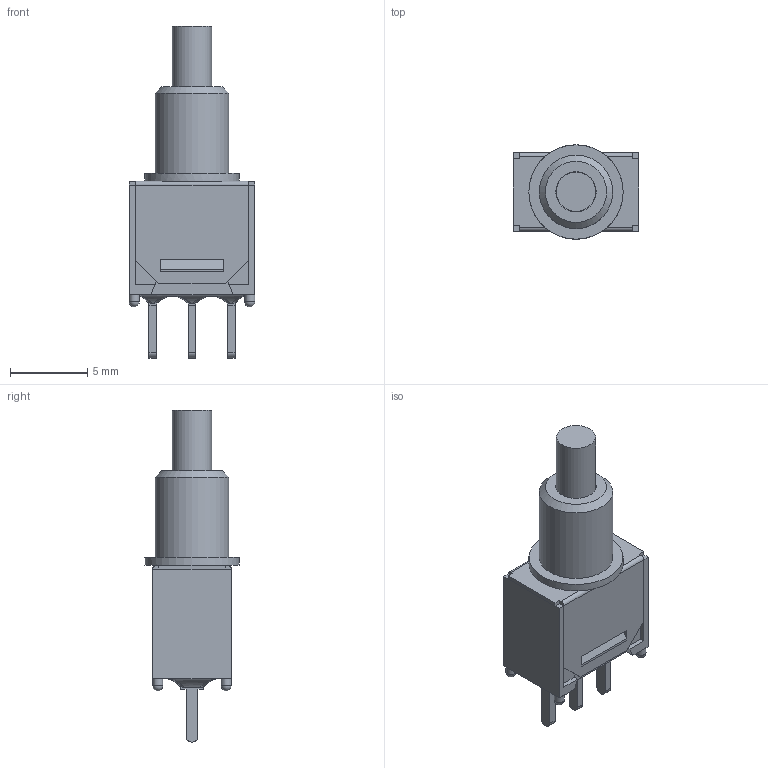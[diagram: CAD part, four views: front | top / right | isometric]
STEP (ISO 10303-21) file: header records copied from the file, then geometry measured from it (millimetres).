
FILE_DESCRIPTION(/* description */ (''),/* implementation_level */ '2;1');
FILE_NAME(/* name */ '800SP8B7M2xE.stp',/* time_stamp */ '2025-12-22T16:01:34-06:00',/* author */ ('jmeyers'),/* organization */ (''),/* preprocessor_version */ 'ST-DEVELOPER v18.1',/* originating_system */ 'Autodesk Inventor 2022',/* authorisation */ '');
FILE_SCHEMA (('AUTOMOTIVE_DESIGN { 1 0 10303 214 3 1 1 }'));
Length unit declared in the file: inch
Products named in the file (1): Part56
Bounding box: 8.13 x 6.1 x 21.47 mm (x, y, z)
Volume: 278.7 mm3; surface area: 867 mm2
Topology: 2 solids, 3 shells, 146 faces, 400 edges, 255 vertices
Faces by surface type: plane 111, cylinder 22, bspline 8, sphere 4, cone 1
Full cylindrical faces by diameter (mm): 0.65 x4, 2.54 x1, 2.6 x1, 4.75 x1, 6.1 x1
Entity records: 5127 total; most frequent: CARTESIAN_POINT 1458, ORIENTED_EDGE 792, DIRECTION 687, EDGE_CURVE 396, LINE 299, VECTOR 299, VERTEX_POINT 255, AXIS2_PLACEMENT_3D 194
